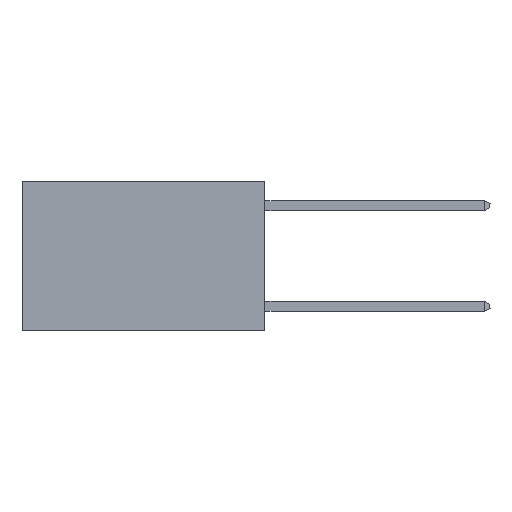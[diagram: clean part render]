
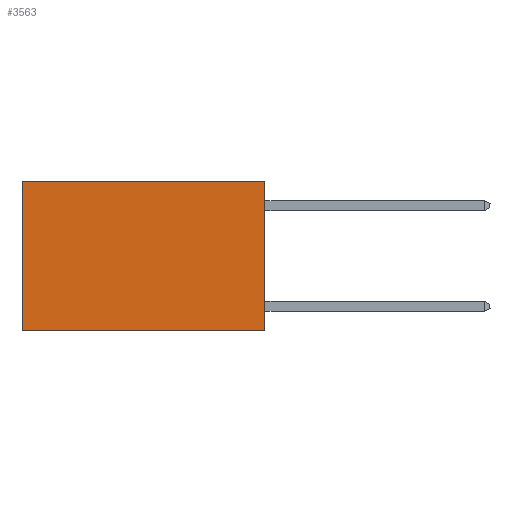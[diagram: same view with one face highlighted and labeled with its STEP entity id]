
A CAD part, left-side view. The second image highlights one B-rep face of the part: STEP entity #3563.
In plain terms, the highlighted planar face has unit normal (-1, 0, 0).
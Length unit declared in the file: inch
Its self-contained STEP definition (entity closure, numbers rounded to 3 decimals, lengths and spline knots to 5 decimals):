
#1470 = CARTESIAN_POINT ( 'NONE',  ( 0.2625, 0., 0. ) ) ;
#2881 = LINE ( 'NONE', #28858, #7021 ) ;
#3352 = VECTOR ( 'NONE', #20489, 39.37008 ) ;
#3563 = ADVANCED_FACE ( 'NONE', ( #29866 ), #15903, .F. ) ;
#3626 = VECTOR ( 'NONE', #20727, 39.37008 ) ;
#3867 = DIRECTION ( 'NONE',  ( 0., 0., -1. ) ) ;
#4706 = CARTESIAN_POINT ( 'NONE',  ( 0.2625, 0.6, 0. ) ) ;
#4797 = EDGE_CURVE ( 'NONE', #26368, #23242, #2881, .T. ) ;
#4805 = ORIENTED_EDGE ( 'NONE', *, *, #16453, .T. ) ;
#6573 = ORIENTED_EDGE ( 'NONE', *, *, #20492, .T. ) ;
#7021 = VECTOR ( 'NONE', #27638, 39.37008 ) ;
#11995 = LINE ( 'NONE', #28562, #3626 ) ;
#14429 = EDGE_CURVE ( 'NONE', #26115, #26368, #20291, .T. ) ;
#15903 = PLANE ( 'NONE',  #20187 ) ;
#16331 = DIRECTION ( 'NONE',  ( 1., 0., 0. ) ) ;
#16453 = EDGE_CURVE ( 'NONE', #27783, #23242, #11995, .T. ) ;
#16861 = VECTOR ( 'NONE', #22782, 39.37008 ) ;
#17202 = CARTESIAN_POINT ( 'NONE',  ( 0.2625, 0., -0.37 ) ) ;
#17583 = ORIENTED_EDGE ( 'NONE', *, *, #4797, .F. ) ;
#17721 = LINE ( 'NONE', #1470, #3352 ) ;
#20021 = CARTESIAN_POINT ( 'NONE',  ( 0.2625, 0.6, -0.37 ) ) ;
#20187 = AXIS2_PLACEMENT_3D ( 'NONE', #30871, #16331, #3867 ) ;
#20291 = LINE ( 'NONE', #20687, #16861 ) ;
#20441 = CARTESIAN_POINT ( 'NONE',  ( 0.2625, 0., 0. ) ) ;
#20489 = DIRECTION ( 'NONE',  ( 0., 1., 0. ) ) ;
#20492 = EDGE_CURVE ( 'NONE', #26115, #27783, #17721, .T. ) ;
#20687 = CARTESIAN_POINT ( 'NONE',  ( 0.2625, 0., 0. ) ) ;
#20727 = DIRECTION ( 'NONE',  ( 0., 0., -1. ) ) ;
#22109 = EDGE_LOOP ( 'NONE', ( #4805, #17583, #25378, #6573 ) ) ;
#22782 = DIRECTION ( 'NONE',  ( 0., 0., -1. ) ) ;
#23242 = VERTEX_POINT ( 'NONE', #20021 ) ;
#25378 = ORIENTED_EDGE ( 'NONE', *, *, #14429, .F. ) ;
#26115 = VERTEX_POINT ( 'NONE', #20441 ) ;
#26368 = VERTEX_POINT ( 'NONE', #17202 ) ;
#27638 = DIRECTION ( 'NONE',  ( 0., 1., 0. ) ) ;
#27783 = VERTEX_POINT ( 'NONE', #4706 ) ;
#28562 = CARTESIAN_POINT ( 'NONE',  ( 0.2625, 0.6, 0. ) ) ;
#28858 = CARTESIAN_POINT ( 'NONE',  ( 0.2625, 0., -0.37 ) ) ;
#29866 = FACE_OUTER_BOUND ( 'NONE', #22109, .T. ) ;
#30871 = CARTESIAN_POINT ( 'NONE',  ( 0.2625, 0., 0. ) ) ;
